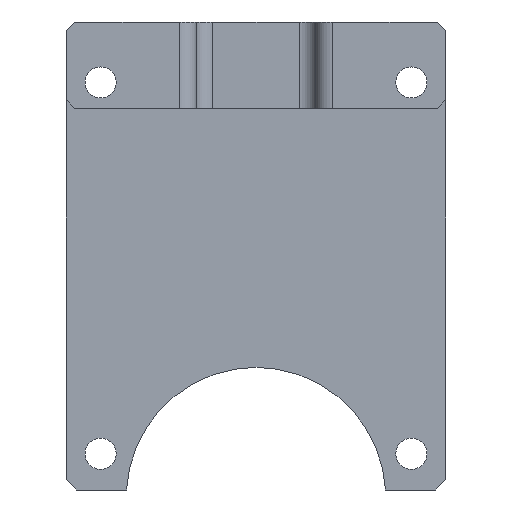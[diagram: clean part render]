
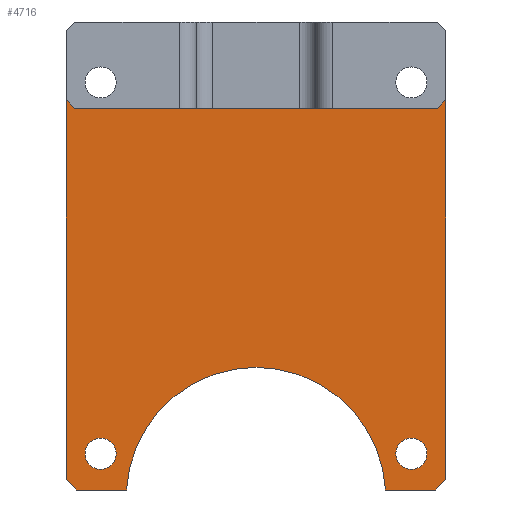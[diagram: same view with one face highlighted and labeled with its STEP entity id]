
A CAD part, front view. The second image highlights one B-rep face of the part: STEP entity #4716.
In plain terms, the highlighted planar face has unit normal (0, -1, 0).
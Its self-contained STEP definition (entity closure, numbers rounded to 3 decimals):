
#477=FACE_BOUND('',#854,.T.);
#478=FACE_BOUND('',#855,.T.);
#515=PLANE('',#5008);
#577=FACE_OUTER_BOUND('',#853,.T.);
#853=EDGE_LOOP('',(#3177,#3178,#3179,#3180,#3181,#3182,#3183,#3184,#3185,
#3186));
#854=EDGE_LOOP('',(#3187));
#855=EDGE_LOOP('',(#3188));
#1170=LINE('',#6348,#1469);
#1172=LINE('',#6352,#1471);
#1173=LINE('',#6354,#1472);
#1174=LINE('',#6356,#1473);
#1175=LINE('',#6358,#1474);
#1176=LINE('',#6360,#1475);
#1177=LINE('',#6362,#1476);
#1178=LINE('',#6364,#1477);
#1179=LINE('',#6365,#1478);
#1469=VECTOR('',#5367,10.);
#1471=VECTOR('',#5371,10.);
#1472=VECTOR('',#5372,10.);
#1473=VECTOR('',#5373,10.);
#1474=VECTOR('',#5374,10.);
#1475=VECTOR('',#5375,10.);
#1476=VECTOR('',#5376,10.);
#1477=VECTOR('',#5377,10.);
#1478=VECTOR('',#5378,10.);
#1756=CIRCLE('',#5000,15.023);
#1762=CIRCLE('',#5009,1.8);
#1763=CIRCLE('',#5010,1.8);
#1910=VERTEX_POINT('',#6310);
#1911=VERTEX_POINT('',#6311);
#1927=VERTEX_POINT('',#6347);
#1928=VERTEX_POINT('',#6351);
#1929=VERTEX_POINT('',#6353);
#1930=VERTEX_POINT('',#6355);
#1931=VERTEX_POINT('',#6357);
#1932=VERTEX_POINT('',#6359);
#1933=VERTEX_POINT('',#6361);
#1934=VERTEX_POINT('',#6363);
#1935=VERTEX_POINT('',#6366);
#1936=VERTEX_POINT('',#6368);
#2401=EDGE_CURVE('',#1910,#1911,#1756,.T.);
#2419=EDGE_CURVE('',#1927,#1910,#1170,.T.);
#2421=EDGE_CURVE('',#1911,#1928,#1172,.T.);
#2422=EDGE_CURVE('',#1928,#1929,#1173,.T.);
#2423=EDGE_CURVE('',#1929,#1930,#1174,.T.);
#2424=EDGE_CURVE('',#1930,#1931,#1175,.T.);
#2425=EDGE_CURVE('',#1931,#1932,#1176,.T.);
#2426=EDGE_CURVE('',#1932,#1933,#1177,.T.);
#2427=EDGE_CURVE('',#1933,#1934,#1178,.T.);
#2428=EDGE_CURVE('',#1934,#1927,#1179,.T.);
#2429=EDGE_CURVE('',#1935,#1935,#1762,.T.);
#2430=EDGE_CURVE('',#1936,#1936,#1763,.T.);
#3177=ORIENTED_EDGE('',*,*,#2401,.T.);
#3178=ORIENTED_EDGE('',*,*,#2421,.T.);
#3179=ORIENTED_EDGE('',*,*,#2422,.T.);
#3180=ORIENTED_EDGE('',*,*,#2423,.T.);
#3181=ORIENTED_EDGE('',*,*,#2424,.T.);
#3182=ORIENTED_EDGE('',*,*,#2425,.T.);
#3183=ORIENTED_EDGE('',*,*,#2426,.T.);
#3184=ORIENTED_EDGE('',*,*,#2427,.T.);
#3185=ORIENTED_EDGE('',*,*,#2428,.T.);
#3186=ORIENTED_EDGE('',*,*,#2419,.T.);
#3187=ORIENTED_EDGE('',*,*,#2429,.F.);
#3188=ORIENTED_EDGE('',*,*,#2430,.F.);
#4716=ADVANCED_FACE('',(#577,#477,#478),#515,.F.);
#5000=AXIS2_PLACEMENT_3D('',#6312,#5339,#5340);
#5008=AXIS2_PLACEMENT_3D('',#6350,#5369,#5370);
#5009=AXIS2_PLACEMENT_3D('',#6367,#5379,#5380);
#5010=AXIS2_PLACEMENT_3D('',#6369,#5381,#5382);
#5339=DIRECTION('center_axis',(0.,1.,0.));
#5340=DIRECTION('ref_axis',(-0.998,0.,0.055));
#5367=DIRECTION('',(1.,0.,0.));
#5369=DIRECTION('center_axis',(0.,1.,0.));
#5370=DIRECTION('ref_axis',(-1.,0.,0.));
#5371=DIRECTION('',(1.,0.,0.));
#5372=DIRECTION('',(0.707,0.,0.707));
#5373=DIRECTION('',(0.,0.,1.));
#5374=DIRECTION('',(-0.707,0.,-0.707));
#5375=DIRECTION('',(-1.,0.,0.));
#5376=DIRECTION('',(-0.707,0.,0.707));
#5377=DIRECTION('',(0.,0.,-1.));
#5378=DIRECTION('',(0.707,0.,-0.707));
#5379=DIRECTION('center_axis',(0.,-1.,0.));
#5380=DIRECTION('ref_axis',(-1.,0.,0.));
#5381=DIRECTION('center_axis',(0.,-1.,0.));
#5382=DIRECTION('ref_axis',(-1.,0.,0.));
#6310=CARTESIAN_POINT('',(-15.,55.95,-87.2));
#6311=CARTESIAN_POINT('',(15.,55.95,-87.2));
#6312=CARTESIAN_POINT('Origin',(0.,55.95,
-88.023));
#6347=CARTESIAN_POINT('',(-20.8,55.95,-87.2));
#6348=CARTESIAN_POINT('',(-20.8,55.95,-87.2));
#6350=CARTESIAN_POINT('Origin',(0.,55.95,
-60.1));
#6351=CARTESIAN_POINT('',(20.8,55.95,-87.2));
#6352=CARTESIAN_POINT('',(-20.8,55.95,-87.2));
#6353=CARTESIAN_POINT('',(22.,55.95,-86.));
#6354=CARTESIAN_POINT('',(20.8,55.95,-87.2));
#6355=CARTESIAN_POINT('',(22.,55.95,-42.));
#6356=CARTESIAN_POINT('',(22.,55.95,-86.));
#6357=CARTESIAN_POINT('',(21.,55.95,-43.));
#6358=CARTESIAN_POINT('',(22.,55.95,-42.));
#6359=CARTESIAN_POINT('',(-21.,55.95,-43.));
#6360=CARTESIAN_POINT('',(-21.,55.95,-43.));
#6361=CARTESIAN_POINT('',(-22.,55.95,-42.));
#6362=CARTESIAN_POINT('',(-22.,55.95,-42.));
#6363=CARTESIAN_POINT('',(-22.,55.95,-86.));
#6364=CARTESIAN_POINT('',(-22.,55.95,-42.));
#6365=CARTESIAN_POINT('',(-22.,55.95,-86.));
#6366=CARTESIAN_POINT('',(-16.2,55.95,-83.));
#6367=CARTESIAN_POINT('Origin',(-18.,55.95,-83.));
#6368=CARTESIAN_POINT('',(19.8,55.95,-83.));
#6369=CARTESIAN_POINT('Origin',(18.,55.95,-83.));
